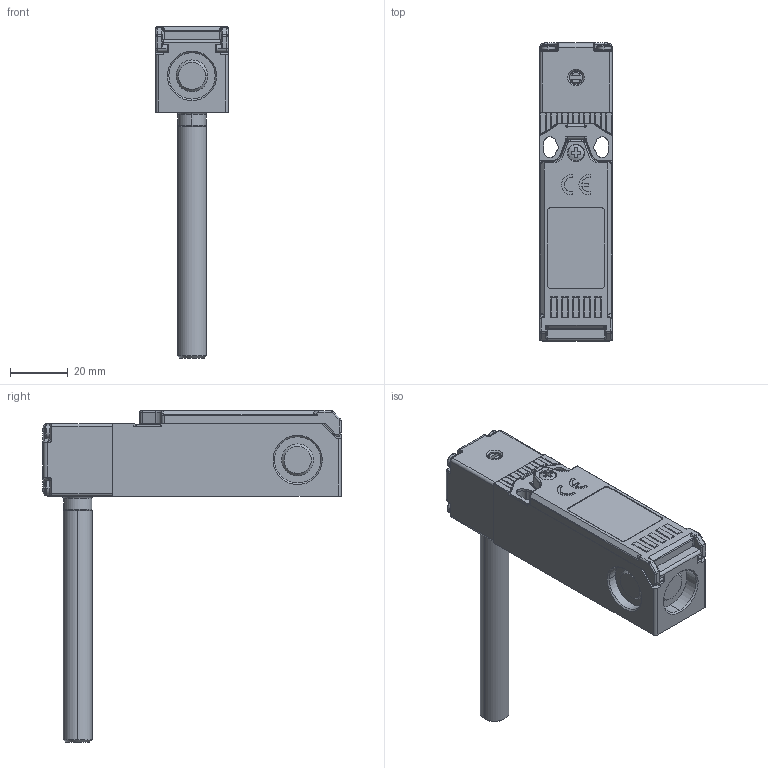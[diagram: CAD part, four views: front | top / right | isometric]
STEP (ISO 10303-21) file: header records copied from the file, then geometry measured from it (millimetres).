
FILE_DESCRIPTION (( 'STEP AP214' ), '1' );
FILE_NAME ('HC-3-194002.STEP', '2015-08-11T14:27:35', ( '' ), ( '' ), 'SwSTEP 2.0', 'SolidWorks 2014', '' );
FILE_SCHEMA (( 'AUTOMOTIVE_DESIGN' ));
Length unit declared in the file: inch
Products named in the file (1): HC-3-194002
Bounding box: 25 x 103 x 114.74 mm (x, y, z)
Volume: 36556.8 mm3; surface area: 34097 mm2
Topology: 13 solids, 13 shells, 1848 faces, 4735 edges, 2930 vertices
Faces by surface type: plane 866, cylinder 583, torus 168, bspline 87, cone 75, sphere 69
Entity records: 62019 total; most frequent: CARTESIAN_POINT 17831, ORIENTED_EDGE 9322, DIRECTION 9074, EDGE_CURVE 4661, AXIS2_PLACEMENT_3D 3115, VERTEX_POINT 2913, LINE 2844, VECTOR 2844
